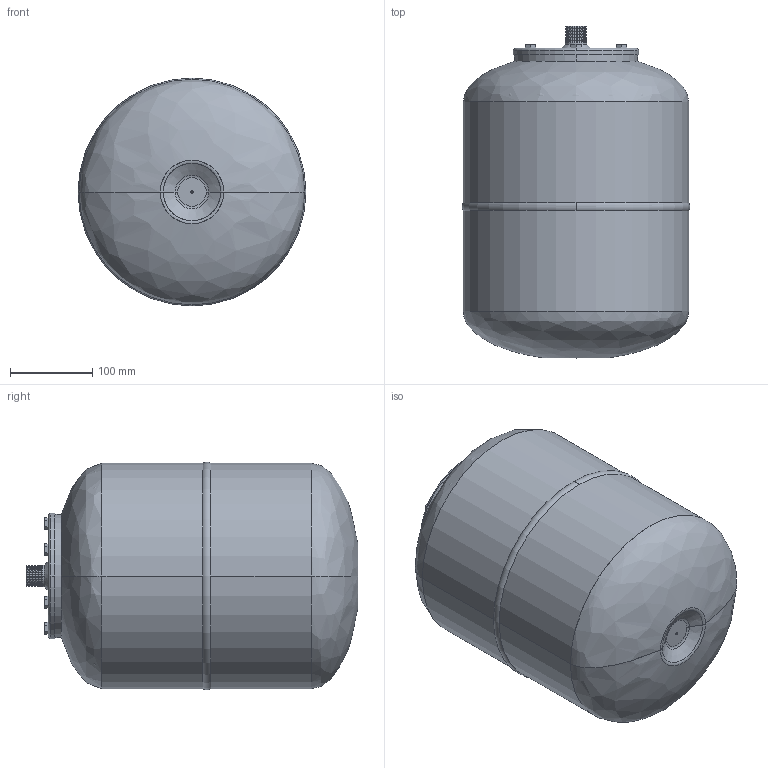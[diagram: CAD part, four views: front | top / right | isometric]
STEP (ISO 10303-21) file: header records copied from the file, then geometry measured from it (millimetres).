
FILE_DESCRIPTION (( 'STEP AP203' ), '1' );
FILE_NAME ('12TX.STEP', '2021-03-10T15:23:35', ( '' ), ( '' ), 'SwSTEP 2.0', 'SolidWorks 2021', '' );
FILE_SCHEMA (( 'CONFIG_CONTROL_DESIGN' ));
Length unit declared in the file: inch
Products named in the file (1): 12TX
Bounding box: 276.23 x 402.43 x 276.23 mm (x, y, z)
Volume: 567043.3 mm3; surface area: 761345.7 mm2
Topology: 10 solids, 10 shells, 207 faces, 448 edges, 262 vertices
Faces by surface type: cone 84, plane 57, cylinder 46, torus 12, bspline 8
Entity records: 6017 total; most frequent: CARTESIAN_POINT 1322, DIRECTION 1042, ORIENTED_EDGE 896, EDGE_CURVE 448, AXIS2_PLACEMENT_3D 402, VERTEX_POINT 262, LINE 238, VECTOR 238
